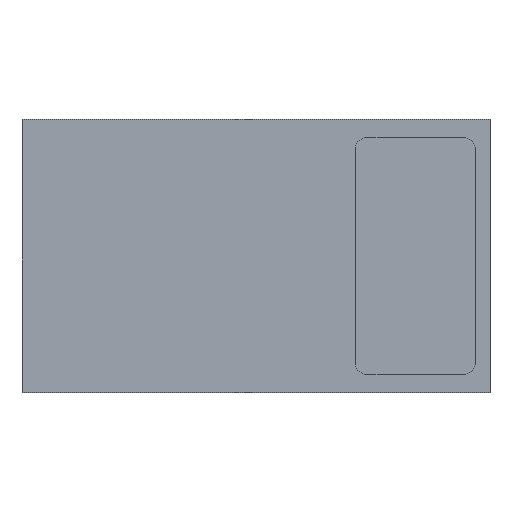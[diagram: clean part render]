
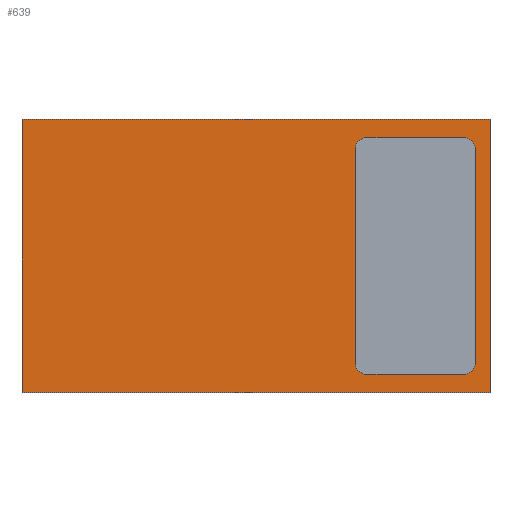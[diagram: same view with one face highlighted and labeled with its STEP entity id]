
A CAD part, top view. The second image highlights one B-rep face of the part: STEP entity #639.
In plain terms, the highlighted planar face has unit normal (0, 0, 1).
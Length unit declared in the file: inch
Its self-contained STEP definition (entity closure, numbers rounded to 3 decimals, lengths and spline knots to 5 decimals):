
#23=FACE_BOUND('',#136,.T.);
#49=PLANE('',#716);
#88=FACE_OUTER_BOUND('',#135,.T.);
#135=EDGE_LOOP('',(#574,#575,#576,#577));
#136=EDGE_LOOP('',(#578,#579,#580,#581,#582,#583,#584,#585));
#146=LINE('',#966,#206);
#151=LINE('',#980,#211);
#155=LINE('',#992,#215);
#159=LINE('',#1004,#219);
#189=LINE('',#1070,#249);
#191=LINE('',#1074,#251);
#194=LINE('',#1079,#254);
#196=LINE('',#1082,#256);
#206=VECTOR('',#794,0.3937);
#211=VECTOR('',#807,0.3937);
#215=VECTOR('',#819,0.3937);
#219=VECTOR('',#831,0.3937);
#249=VECTOR('',#887,0.3937);
#251=VECTOR('',#891,0.3937);
#254=VECTOR('',#896,0.3937);
#256=VECTOR('',#900,0.3937);
#274=CIRCLE('',#689,0.3);
#276=CIRCLE('',#693,0.3);
#278=CIRCLE('',#697,0.3);
#280=CIRCLE('',#701,0.3);
#298=VERTEX_POINT('',#964);
#299=VERTEX_POINT('',#965);
#302=VERTEX_POINT('',#973);
#304=VERTEX_POINT('',#979);
#306=VERTEX_POINT('',#985);
#308=VERTEX_POINT('',#991);
#310=VERTEX_POINT('',#997);
#312=VERTEX_POINT('',#1003);
#334=VERTEX_POINT('',#1067);
#335=VERTEX_POINT('',#1069);
#336=VERTEX_POINT('',#1073);
#337=VERTEX_POINT('',#1078);
#362=EDGE_CURVE('',#298,#299,#146,.T.);
#366=EDGE_CURVE('',#302,#298,#274,.T.);
#369=EDGE_CURVE('',#304,#302,#151,.T.);
#372=EDGE_CURVE('',#306,#304,#276,.T.);
#375=EDGE_CURVE('',#308,#306,#155,.T.);
#378=EDGE_CURVE('',#310,#308,#278,.T.);
#381=EDGE_CURVE('',#312,#310,#159,.T.);
#384=EDGE_CURVE('',#299,#312,#280,.T.);
#413=EDGE_CURVE('',#335,#334,#189,.T.);
#415=EDGE_CURVE('',#336,#335,#191,.T.);
#418=EDGE_CURVE('',#337,#336,#194,.T.);
#420=EDGE_CURVE('',#334,#337,#196,.T.);
#574=ORIENTED_EDGE('',*,*,#420,.T.);
#575=ORIENTED_EDGE('',*,*,#418,.T.);
#576=ORIENTED_EDGE('',*,*,#415,.T.);
#577=ORIENTED_EDGE('',*,*,#413,.T.);
#578=ORIENTED_EDGE('',*,*,#362,.T.);
#579=ORIENTED_EDGE('',*,*,#384,.T.);
#580=ORIENTED_EDGE('',*,*,#381,.T.);
#581=ORIENTED_EDGE('',*,*,#378,.T.);
#582=ORIENTED_EDGE('',*,*,#375,.T.);
#583=ORIENTED_EDGE('',*,*,#372,.T.);
#584=ORIENTED_EDGE('',*,*,#369,.T.);
#585=ORIENTED_EDGE('',*,*,#366,.T.);
#639=ADVANCED_FACE('',(#88,#23),#49,.T.);
#689=AXIS2_PLACEMENT_3D('',#974,#800,#801);
#693=AXIS2_PLACEMENT_3D('',#986,#812,#813);
#697=AXIS2_PLACEMENT_3D('',#998,#824,#825);
#701=AXIS2_PLACEMENT_3D('',#1009,#836,#837);
#716=AXIS2_PLACEMENT_3D('',#1084,#902,#903);
#794=DIRECTION('',(-1.,0.,0.));
#800=DIRECTION('center_axis',(0.,0.,-1.));
#801=DIRECTION('ref_axis',(0.,-1.,0.));
#807=DIRECTION('',(0.,-1.,0.));
#812=DIRECTION('center_axis',(0.,0.,-1.));
#813=DIRECTION('ref_axis',(1.,0.,0.));
#819=DIRECTION('',(1.,0.,0.));
#824=DIRECTION('center_axis',(0.,0.,-1.));
#825=DIRECTION('ref_axis',(0.,1.,0.));
#831=DIRECTION('',(0.,1.,0.));
#836=DIRECTION('center_axis',(0.,0.,-1.));
#837=DIRECTION('ref_axis',(-1.,0.,0.));
#887=DIRECTION('',(0.,1.,0.));
#891=DIRECTION('',(1.,0.,0.));
#896=DIRECTION('',(0.,-1.,0.));
#900=DIRECTION('',(-1.,0.,0.));
#902=DIRECTION('center_axis',(0.,0.,1.));
#903=DIRECTION('ref_axis',(1.,0.,0.));
#964=CARTESIAN_POINT('',(1.575,0.4635,0.3));
#965=CARTESIAN_POINT('',(-0.90571,0.4635,0.3));
#966=CARTESIAN_POINT('',(-1.0875,0.4635,0.3));
#973=CARTESIAN_POINT('',(1.875,0.7635,0.3));
#974=CARTESIAN_POINT('Origin',(1.575,0.7635,0.3));
#979=CARTESIAN_POINT('',(1.875,6.23633,0.3));
#980=CARTESIAN_POINT('',(1.875,4.86817,0.3));
#985=CARTESIAN_POINT('',(1.575,6.53633,0.3));
#986=CARTESIAN_POINT('Origin',(1.575,6.23633,0.3));
#991=CARTESIAN_POINT('',(-0.90571,6.53633,0.3));
#992=CARTESIAN_POINT('',(-2.32785,6.53633,0.3));
#997=CARTESIAN_POINT('',(-1.20571,6.23633,0.3));
#998=CARTESIAN_POINT('Origin',(-0.90571,6.23633,0.3));
#1003=CARTESIAN_POINT('',(-1.20571,0.7635,0.3));
#1004=CARTESIAN_POINT('',(-1.20571,2.13175,0.3));
#1009=CARTESIAN_POINT('Origin',(-0.90571,0.7635,0.3));
#1067=CARTESIAN_POINT('',(2.25,7.,0.3));
#1069=CARTESIAN_POINT('',(2.25,0.,0.3));
#1070=CARTESIAN_POINT('',(2.25,7.,0.3));
#1073=CARTESIAN_POINT('',(-9.75,0.,0.3));
#1074=CARTESIAN_POINT('',(2.25,0.,0.3));
#1078=CARTESIAN_POINT('',(-9.75,7.,0.3));
#1079=CARTESIAN_POINT('',(-9.75,0.,0.3));
#1082=CARTESIAN_POINT('',(-9.75,7.,0.3));
#1084=CARTESIAN_POINT('Origin',(-3.75,3.5,0.3));
